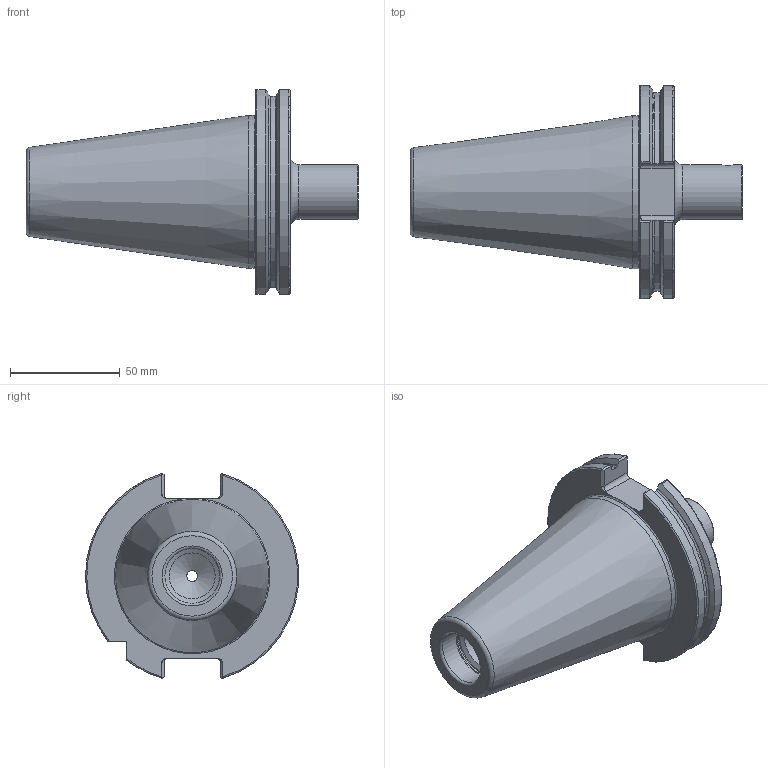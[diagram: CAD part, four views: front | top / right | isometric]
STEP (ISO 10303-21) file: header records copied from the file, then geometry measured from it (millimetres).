
FILE_DESCRIPTION (( 'STEP AP214' ), '1' );
FILE_NAME ('SK5.ST2.K01.050.STEP', '2020-04-15T11:59:37', ( '' ), ( '' ), 'SwSTEP 2.0', 'SolidWorks 2017', '' );
FILE_SCHEMA (( 'AUTOMOTIVE_DESIGN' ));
Length unit declared in the file: millimetre
Products named in the file (3): SK5-ST2.K01.050_B; ST2-ER1.001.006_A; SK5.ST2.K01.050
Assembly tree (2 placements, depth 2):
  SK5.ST2.K01.050
    SK5-ST2.K01.050_B
    ST2-ER1.001.006_A
Bounding box: 151.6 x 97.28 x 93.51 mm (x, y, z)
Volume: 351446.9 mm3; surface area: 44005.2 mm2
Topology: 2 solids, 2 shells, 126 faces, 331 edges, 209 vertices
Faces by surface type: plane 54, cylinder 30, torus 22, cone 18, bspline 2
Full cylindrical faces by diameter (mm): 2.5 x1, 4.5 x1, 5 x2, 14 x1, 15 x1, 21 x1, 25 x2, 25.45 x1, 69.85 x1
Entity records: 4270 total; most frequent: CARTESIAN_POINT 1326, ORIENTED_EDGE 574, DIRECTION 555, EDGE_CURVE 287, AXIS2_PLACEMENT_3D 217, VERTEX_POINT 198, EDGE_LOOP 163, FACE_OUTER_BOUND 145
